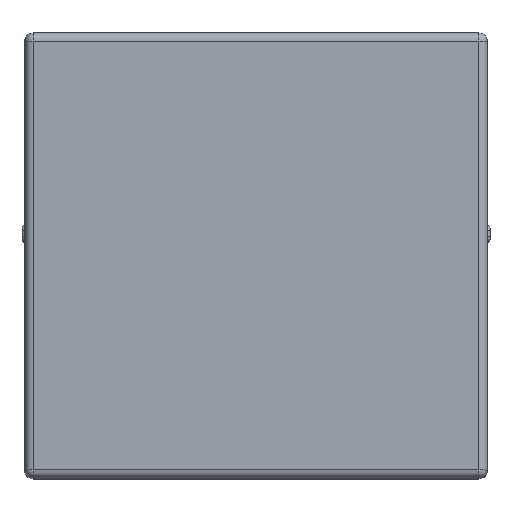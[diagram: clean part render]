
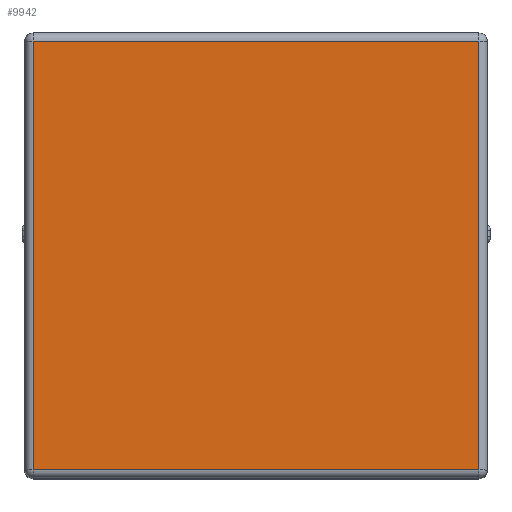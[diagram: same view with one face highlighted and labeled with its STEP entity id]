
A CAD part, top view. The second image highlights one B-rep face of the part: STEP entity #9942.
In plain terms, the highlighted planar face has unit normal (0, 0, 1).
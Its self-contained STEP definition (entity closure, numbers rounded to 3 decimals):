
#8131=DIRECTION('',(-1.,0.,0.));
#8132=VECTOR('',#8131,15.85);
#8133=CARTESIAN_POINT('',(7.925,-10.852,13.15));
#8134=LINE('',#8133,#8132);
#8162=DIRECTION('',(0.,1.,0.));
#8163=VECTOR('',#8162,15.25);
#8164=CARTESIAN_POINT('',(-7.925,-10.852,
13.15));
#8165=LINE('',#8164,#8163);
#8189=DIRECTION('',(1.,0.,0.));
#8190=VECTOR('',#8189,15.85);
#8191=CARTESIAN_POINT('',(-7.925,4.398,13.15));
#8192=LINE('',#8191,#8190);
#8208=DIRECTION('',(0.,-1.,0.));
#8209=VECTOR('',#8208,15.25);
#8210=CARTESIAN_POINT('',(7.925,4.398,13.15));
#8211=LINE('',#8210,#8209);
#8604=CARTESIAN_POINT('',(7.925,-10.852,13.15));
#8605=CARTESIAN_POINT('',(-7.925,-10.852,
13.15));
#8606=VERTEX_POINT('',#8604);
#8607=VERTEX_POINT('',#8605);
#8608=CARTESIAN_POINT('',(7.925,4.398,13.15));
#8609=VERTEX_POINT('',#8608);
#8610=CARTESIAN_POINT('',(-7.925,4.398,13.15));
#8611=VERTEX_POINT('',#8610);
#9931=CARTESIAN_POINT('',(7.925,4.398,13.15));
#9932=DIRECTION('',(0.,0.,-1.));
#9933=DIRECTION('',(-1.,0.,0.));
#9934=AXIS2_PLACEMENT_3D('',#9931,#9932,#9933);
#9935=PLANE('',#9934);
#9936=ORIENTED_EDGE('',*,*,#9845,.T.);
#9937=ORIENTED_EDGE('',*,*,#9873,.T.);
#9938=ORIENTED_EDGE('',*,*,#9901,.T.);
#9939=ORIENTED_EDGE('',*,*,#9924,.T.);
#9940=EDGE_LOOP('',(#9936,#9937,#9938,#9939));
#9941=FACE_OUTER_BOUND('',#9940,.F.);
#9942=ADVANCED_FACE('',(#9941),#9935,.F.);
#9845=EDGE_CURVE('',#8606,#8607,#8134,.T.);
#9873=EDGE_CURVE('',#8607,#8611,#8165,.T.);
#9901=EDGE_CURVE('',#8611,#8609,#8192,.T.);
#9924=EDGE_CURVE('',#8609,#8606,#8211,.T.);
